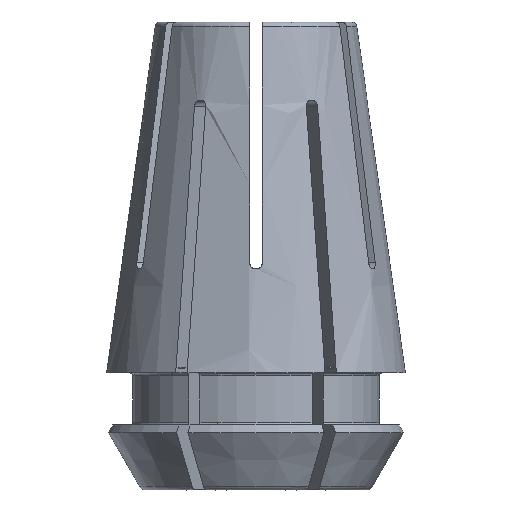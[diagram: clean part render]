
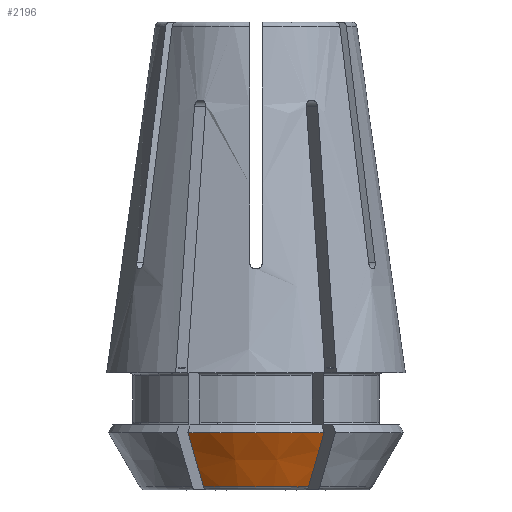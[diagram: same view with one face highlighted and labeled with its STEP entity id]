
A CAD part, left-side view. The second image highlights one B-rep face of the part: STEP entity #2196.
In plain terms, the highlighted conical face has half-angle 30 degrees and reference radius 4.479 mm.
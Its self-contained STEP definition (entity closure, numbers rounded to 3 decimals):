
#26=CONICAL_SURFACE('',#2451,4.479,0.524);
#310=CIRCLE('',#2450,4.479);
#311=CIRCLE('',#2452,9288.163);
#312=CIRCLE('',#2453,5.681);
#313=CIRCLE('',#2454,9288.163);
#569=ORIENTED_EDGE('',*,*,#1225,.F.);
#570=ORIENTED_EDGE('',*,*,#1226,.F.);
#571=ORIENTED_EDGE('',*,*,#1227,.T.);
#572=ORIENTED_EDGE('',*,*,#1223,.T.);
#1223=EDGE_CURVE('',#1532,#1531,#310,.T.);
#1225=EDGE_CURVE('',#1533,#1531,#311,.T.);
#1226=EDGE_CURVE('',#1534,#1533,#312,.T.);
#1227=EDGE_CURVE('',#1534,#1532,#313,.T.);
#1531=VERTEX_POINT('',#3675);
#1532=VERTEX_POINT('',#3677);
#1533=VERTEX_POINT('',#3684);
#1534=VERTEX_POINT('',#3686);
#1918=EDGE_LOOP('',(#569,#570,#571,#572));
#2048=FACE_BOUND('',#1918,.T.);
#2196=ADVANCED_FACE('',(#2048),#26,.T.);
#2450=AXIS2_PLACEMENT_3D('',#3676,#2849,#2850);
#2451=AXIS2_PLACEMENT_3D('',#3682,#2851,#2852);
#2452=AXIS2_PLACEMENT_3D('',#3683,#2853,#2854);
#2453=AXIS2_PLACEMENT_3D('',#3685,#2855,#2856);
#2454=AXIS2_PLACEMENT_3D('',#3687,#2857,#2858);
#2849=DIRECTION('',(0.,0.,1.));
#2850=DIRECTION('',(1.,0.,0.));
#2851=DIRECTION('',(0.,0.,1.));
#2852=DIRECTION('',(1.,0.,0.));
#2853=DIRECTION('',(0.5,-0.866,0.));
#2854=DIRECTION('',(-0.75,-0.433,-0.5));
#2855=DIRECTION('',(0.,0.,1.));
#2856=DIRECTION('',(1.,0.,0.));
#2857=DIRECTION('',(-0.5,-0.866,0.));
#2858=DIRECTION('',(-0.75,0.433,-0.5));
#3675=CARTESIAN_POINT('',(-3.998,-2.019,-4.375));
#3676=CARTESIAN_POINT('',(0.,0.,-4.375));
#3677=CARTESIAN_POINT('',(-3.998,2.019,-4.375));
#3682=CARTESIAN_POINT('',(0.,0.,-4.375));
#3683=CARTESIAN_POINT('',(6959.46,4018.335,4645.032));
#3684=CARTESIAN_POINT('',(-5.04,-2.621,-2.293));
#3685=CARTESIAN_POINT('',(0.,0.,-2.293));
#3686=CARTESIAN_POINT('',(-5.04,2.621,-2.293));
#3687=CARTESIAN_POINT('',(6959.46,-4018.335,4645.032));
